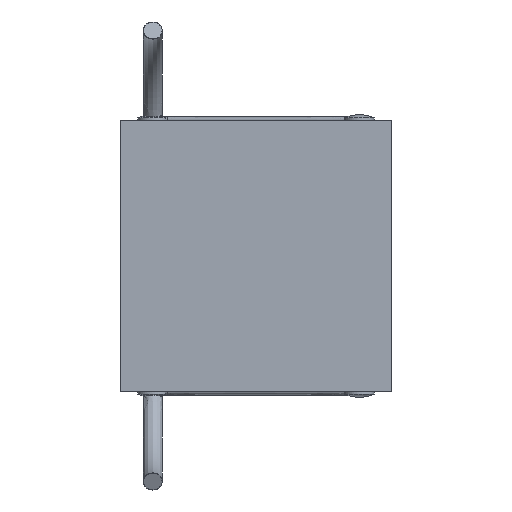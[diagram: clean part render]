
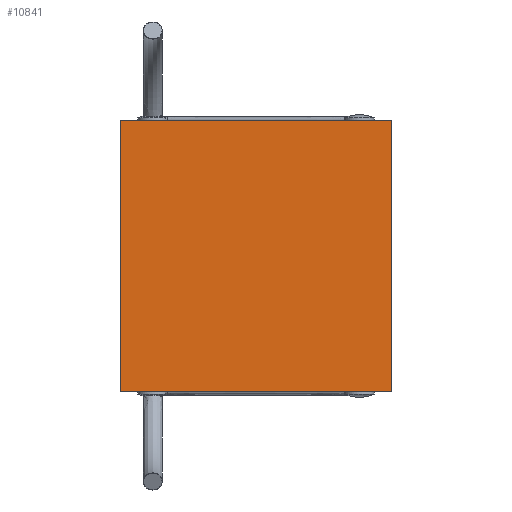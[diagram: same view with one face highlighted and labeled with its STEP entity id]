
A CAD part, front view. The second image highlights one B-rep face of the part: STEP entity #10841.
In plain terms, the highlighted planar face has unit normal (0, -1, 0).
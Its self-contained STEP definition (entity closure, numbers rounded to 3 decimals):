
#1747 = LINE ( 'NONE', #6055, #8728 ) ;
#2122 = CARTESIAN_POINT ( 'NONE',  ( 0., -21.507, 0. ) ) ;
#2142 = EDGE_CURVE ( 'NONE', #6674, #9415, #10362, .T. ) ;
#2381 = DIRECTION ( 'NONE',  ( -1., 0., 0. ) ) ;
#2666 = ORIENTED_EDGE ( 'NONE', *, *, #9084, .T. ) ;
#3437 = DIRECTION ( 'NONE',  ( 0., 0., 1. ) ) ;
#4100 = VECTOR ( 'NONE', #10866, 1000. ) ;
#4334 = VECTOR ( 'NONE', #6393, 1000. ) ;
#4654 = EDGE_CURVE ( 'NONE', #9415, #9255, #7844, .T. ) ;
#6055 = CARTESIAN_POINT ( 'NONE',  ( 5., -21.507, -5. ) ) ;
#6393 = DIRECTION ( 'NONE',  ( 0., 0., -1. ) ) ;
#6674 = VERTEX_POINT ( 'NONE', #7054 ) ;
#6729 = FACE_OUTER_BOUND ( 'NONE', #12208, .T. ) ;
#7054 = CARTESIAN_POINT ( 'NONE',  ( 5., -21.507, 5. ) ) ;
#7367 = DIRECTION ( 'NONE',  ( 0., 0., 1. ) ) ;
#7545 = AXIS2_PLACEMENT_3D ( 'NONE', #2122, #11291, #3437 ) ;
#7844 = LINE ( 'NONE', #15605, #4334 ) ;
#8728 = VECTOR ( 'NONE', #7367, 1000. ) ;
#9084 = EDGE_CURVE ( 'NONE', #9255, #15262, #14591, .T. ) ;
#9255 = VERTEX_POINT ( 'NONE', #16473 ) ;
#9415 = VERTEX_POINT ( 'NONE', #14210 ) ;
#10362 = LINE ( 'NONE', #14183, #16983 ) ;
#10841 = ADVANCED_FACE ( 'NONE', ( #6729 ), #12565, .F. ) ;
#10866 = DIRECTION ( 'NONE',  ( 1., 0., 0. ) ) ;
#11291 = DIRECTION ( 'NONE',  ( 0., 1., 0. ) ) ;
#12208 = EDGE_LOOP ( 'NONE', ( #16928, #14184, #16773, #2666 ) ) ;
#12218 = CARTESIAN_POINT ( 'NONE',  ( -5., -21.507, -5. ) ) ;
#12379 = CARTESIAN_POINT ( 'NONE',  ( 5., -21.507, -5. ) ) ;
#12565 = PLANE ( 'NONE',  #7545 ) ;
#13988 = EDGE_CURVE ( 'NONE', #15262, #6674, #1747, .T. ) ;
#14183 = CARTESIAN_POINT ( 'NONE',  ( -5., -21.507, 5. ) ) ;
#14184 = ORIENTED_EDGE ( 'NONE', *, *, #2142, .T. ) ;
#14210 = CARTESIAN_POINT ( 'NONE',  ( -5., -21.507, 5. ) ) ;
#14591 = LINE ( 'NONE', #12218, #4100 ) ;
#15262 = VERTEX_POINT ( 'NONE', #12379 ) ;
#15605 = CARTESIAN_POINT ( 'NONE',  ( -5., -21.507, -5. ) ) ;
#16473 = CARTESIAN_POINT ( 'NONE',  ( -5., -21.507, -5. ) ) ;
#16773 = ORIENTED_EDGE ( 'NONE', *, *, #4654, .T. ) ;
#16928 = ORIENTED_EDGE ( 'NONE', *, *, #13988, .T. ) ;
#16983 = VECTOR ( 'NONE', #2381, 1000. ) ;
